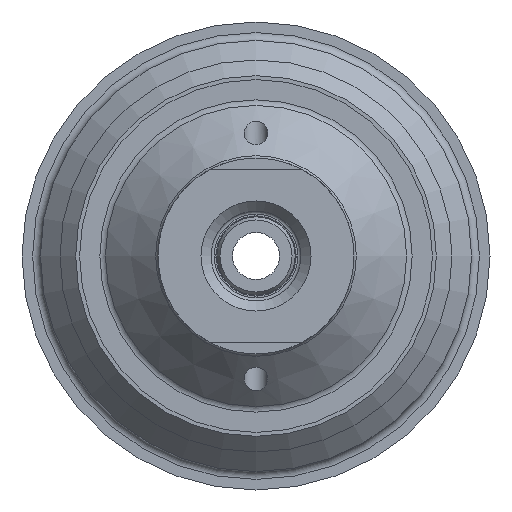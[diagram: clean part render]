
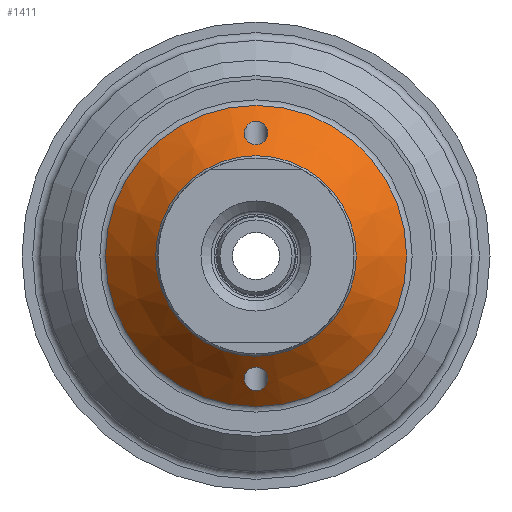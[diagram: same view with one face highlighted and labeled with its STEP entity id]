
A CAD part, left-side view. The second image highlights one B-rep face of the part: STEP entity #1411.
In plain terms, the highlighted conical face has half-angle 45 degrees and reference radius 16 mm.
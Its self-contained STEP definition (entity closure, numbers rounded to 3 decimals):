
#1207=CARTESIAN_POINT('',(22.057,1.493,-15.485));
#1208=VERTEX_POINT('',#1207);
#1209=CARTESIAN_POINT('',(22.057,1.493,-15.485));
#1210=CARTESIAN_POINT('',(21.882,1.476,-15.311));
#1211=CARTESIAN_POINT('',(21.693,1.426,-15.126));
#1212=CARTESIAN_POINT('',(21.336,1.242,-14.784));
#1213=CARTESIAN_POINT('',(21.168,1.109,-14.627));
#1214=CARTESIAN_POINT('',(20.94,0.827,-14.416));
#1215=CARTESIAN_POINT('',(20.852,0.68,-14.337));
#1216=CARTESIAN_POINT('',(20.732,0.353,-14.228));
#1217=CARTESIAN_POINT('',(20.7,0.173,-14.2));
#1218=CARTESIAN_POINT('',(20.7,-0.173,-14.2));
#1219=CARTESIAN_POINT('',(20.732,-0.353,-14.228));
#1220=CARTESIAN_POINT('',(20.852,-0.68,-14.337));
#1221=CARTESIAN_POINT('',(20.94,-0.827,-14.416));
#1222=CARTESIAN_POINT('',(21.168,-1.109,-14.627));
#1223=CARTESIAN_POINT('',(21.336,-1.242,-14.784));
#1224=CARTESIAN_POINT('',(21.693,-1.426,-15.126));
#1225=CARTESIAN_POINT('',(21.882,-1.476,-15.311));
#1226=CARTESIAN_POINT('',(22.25,-1.512,-15.677));
#1227=CARTESIAN_POINT('',(22.46,-1.492,-15.89));
#1228=CARTESIAN_POINT('',(22.859,-1.364,-16.302));
#1229=CARTESIAN_POINT('',(23.05,-1.255,-16.503));
#1230=CARTESIAN_POINT('',(23.34,-0.991,-16.811));
#1231=CARTESIAN_POINT('',(23.467,-0.83,-16.948));
#1232=CARTESIAN_POINT('',(23.602,-0.543,-17.094));
#1233=CARTESIAN_POINT('',(23.638,-0.44,-17.133));
#1234=CARTESIAN_POINT('',(23.687,-0.225,-17.186));
#1235=CARTESIAN_POINT('',(23.7,-0.113,-17.2));
#1236=CARTESIAN_POINT('',(23.7,0.113,-17.2));
#1237=CARTESIAN_POINT('',(23.687,0.225,-17.186));
#1238=CARTESIAN_POINT('',(23.638,0.44,-17.133));
#1239=CARTESIAN_POINT('',(23.602,0.543,-17.094));
#1240=CARTESIAN_POINT('',(23.467,0.83,-16.948));
#1241=CARTESIAN_POINT('',(23.34,0.991,-16.811));
#1242=CARTESIAN_POINT('',(23.05,1.255,-16.503));
#1243=CARTESIAN_POINT('',(22.859,1.364,-16.302));
#1244=CARTESIAN_POINT('',(22.46,1.492,-15.89));
#1245=CARTESIAN_POINT('',(22.25,1.512,-15.677));
#1246=CARTESIAN_POINT('',(22.057,1.493,-15.485));
#1247=B_SPLINE_CURVE_WITH_KNOTS('',3,(#1209,#1210,#1211,#1212,#1213,#1214,#1215,#1216,#1217,#1218,#1219,#1220,#1221,#1222,#1223,#1224,#1225,#1226,#1227,#1228,#1229,#1230,#1231,#1232,#1233,#1234,#1235,#1236,#1237,#1238,#1239,#1240,#1241,#1242,#1243,#1244,#1245,#1246),.UNSPECIFIED.,.T.,.U.,(4,2,2,2,2,2,2,2,2,2,2,2,2,2,2,2,2,2,4),(0.0,0.074,0.148,0.2,0.251,0.303,0.355,0.429,0.503,0.585,0.667,0.735,0.768,0.802,0.836,0.87,0.937,1.02,1.102),.UNSPECIFIED.);
#1248=EDGE_CURVE('',#1208,#1208,#1247,.T.);
#1261=CARTESIAN_POINT('',(22.057,1.493,15.485));
#1262=VERTEX_POINT('',#1261);
#1263=CARTESIAN_POINT('',(22.057,1.493,15.485));
#1264=CARTESIAN_POINT('',(22.25,1.512,15.677));
#1265=CARTESIAN_POINT('',(22.46,1.492,15.89));
#1266=CARTESIAN_POINT('',(22.859,1.364,16.302));
#1267=CARTESIAN_POINT('',(23.05,1.255,16.503));
#1268=CARTESIAN_POINT('',(23.34,0.991,16.811));
#1269=CARTESIAN_POINT('',(23.467,0.83,16.948));
#1270=CARTESIAN_POINT('',(23.602,0.543,17.094));
#1271=CARTESIAN_POINT('',(23.638,0.44,17.133));
#1272=CARTESIAN_POINT('',(23.687,0.225,17.186));
#1273=CARTESIAN_POINT('',(23.7,0.113,17.2));
#1274=CARTESIAN_POINT('',(23.7,-0.113,17.2));
#1275=CARTESIAN_POINT('',(23.687,-0.225,17.186));
#1276=CARTESIAN_POINT('',(23.638,-0.44,17.133));
#1277=CARTESIAN_POINT('',(23.602,-0.543,17.094));
#1278=CARTESIAN_POINT('',(23.467,-0.83,16.948));
#1279=CARTESIAN_POINT('',(23.34,-0.991,16.811));
#1280=CARTESIAN_POINT('',(23.05,-1.255,16.503));
#1281=CARTESIAN_POINT('',(22.859,-1.364,16.302));
#1282=CARTESIAN_POINT('',(22.46,-1.492,15.89));
#1283=CARTESIAN_POINT('',(22.25,-1.512,15.677));
#1284=CARTESIAN_POINT('',(21.882,-1.476,15.311));
#1285=CARTESIAN_POINT('',(21.693,-1.426,15.126));
#1286=CARTESIAN_POINT('',(21.336,-1.242,14.784));
#1287=CARTESIAN_POINT('',(21.168,-1.109,14.627));
#1288=CARTESIAN_POINT('',(20.94,-0.827,14.416));
#1289=CARTESIAN_POINT('',(20.852,-0.68,14.337));
#1290=CARTESIAN_POINT('',(20.732,-0.353,14.228));
#1291=CARTESIAN_POINT('',(20.7,-0.173,14.2));
#1292=CARTESIAN_POINT('',(20.7,0.173,14.2));
#1293=CARTESIAN_POINT('',(20.732,0.353,14.228));
#1294=CARTESIAN_POINT('',(20.852,0.68,14.337));
#1295=CARTESIAN_POINT('',(20.94,0.827,14.416));
#1296=CARTESIAN_POINT('',(21.168,1.109,14.627));
#1297=CARTESIAN_POINT('',(21.336,1.242,14.784));
#1298=CARTESIAN_POINT('',(21.693,1.426,15.126));
#1299=CARTESIAN_POINT('',(21.882,1.476,15.311));
#1300=CARTESIAN_POINT('',(22.057,1.493,15.485));
#1301=B_SPLINE_CURVE_WITH_KNOTS('',3,(#1263,#1264,#1265,#1266,#1267,#1268,#1269,#1270,#1271,#1272,#1273,#1274,#1275,#1276,#1277,#1278,#1279,#1280,#1281,#1282,#1283,#1284,#1285,#1286,#1287,#1288,#1289,#1290,#1291,#1292,#1293,#1294,#1295,#1296,#1297,#1298,#1299,#1300),.UNSPECIFIED.,.T.,.U.,(4,2,2,2,2,2,2,2,2,2,2,2,2,2,2,2,2,2,4),(0.0,0.082,0.164,0.232,0.266,0.299,0.333,0.367,0.435,0.517,0.599,0.673,0.747,0.798,0.85,0.902,0.954,1.028,1.102),.UNSPECIFIED.);
#1302=EDGE_CURVE('',#1262,#1262,#1301,.T.);
#1351=CARTESIAN_POINT('',(19.293,-12.793,0.));
#1352=VERTEX_POINT('',#1351);
#1353=CARTESIAN_POINT('',(19.293,0.0,0.));
#1354=DIRECTION('',(-1.0,0.0,0.0));
#1355=DIRECTION('',(0.0,1.0,0.0));
#1356=AXIS2_PLACEMENT_3D('',#1353,#1354,#1355);
#1357=CIRCLE('',#1356,12.793);
#1358=EDGE_CURVE('',#1352,#1352,#1357,.T.);
#1386=CARTESIAN_POINT('',(22.5,0.0,0.0));
#1387=DIRECTION('',(1.0,0.0,0.0));
#1388=DIRECTION('',(0.0,-1.0,0.0));
#1389=AXIS2_PLACEMENT_3D('',#1386,#1387,#1388);
#1390=CONICAL_SURFACE('',#1389,16.,45.);
#1391=ORIENTED_EDGE('',*,*,#1358,.F.);
#1392=EDGE_LOOP('',(#1391));
#1393=FACE_OUTER_BOUND('',#1392,.T.);
#1394=ORIENTED_EDGE('',*,*,#1302,.T.);
#1395=EDGE_LOOP('',(#1394));
#1396=FACE_BOUND('',#1395,.T.);
#1397=ORIENTED_EDGE('',*,*,#1248,.T.);
#1398=EDGE_LOOP('',(#1397));
#1399=FACE_BOUND('',#1398,.T.);
#1400=CARTESIAN_POINT('',(25.707,-19.207,0.));
#1401=VERTEX_POINT('',#1400);
#1402=CARTESIAN_POINT('',(25.707,0.0,0.));
#1403=DIRECTION('',(1.0,0.0,0.0));
#1404=DIRECTION('',(0.0,1.0,0.0));
#1405=AXIS2_PLACEMENT_3D('',#1402,#1403,#1404);
#1406=CIRCLE('',#1405,19.207);
#1407=EDGE_CURVE('',#1401,#1401,#1406,.T.);
#1408=ORIENTED_EDGE('',*,*,#1407,.F.);
#1409=EDGE_LOOP('',(#1408));
#1410=FACE_BOUND('',#1409,.T.);
#1411=ADVANCED_FACE('',(#1393,#1396,#1399,#1410),#1390,.T.);
